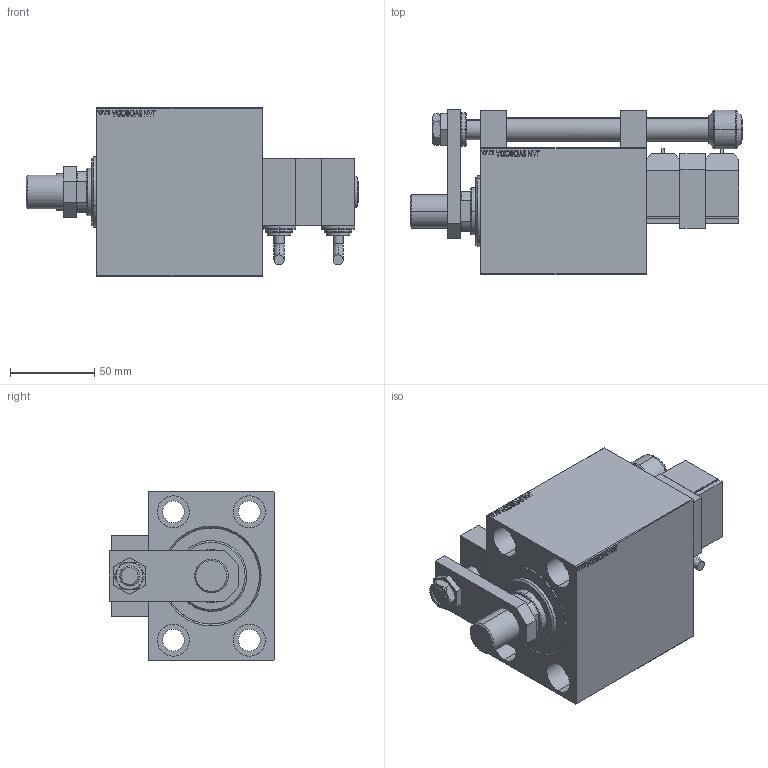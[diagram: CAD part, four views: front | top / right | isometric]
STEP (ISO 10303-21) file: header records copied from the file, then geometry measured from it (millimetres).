
FILE_DESCRIPTION (( 'STEP AP203' ), '1' );
FILE_NAME ('f511.STEP', '2023-07-10T04:12:53', ( '' ), ( '' ), 'SwSTEP 2.0', 'SolidWorks 2019', '' );
FILE_SCHEMA (( 'CONFIG_CONTROL_DESIGN' ));
Length unit declared in the file: millimetre
Products named in the file (14): SWITCH_P_FRONT_BACK 1d2a7e8c9552fe4e1c79a7af4fb6619b; f511; NUT_D16 1d2a7e8c9552fe4e1c79a7af4fb6619b; V450CM_VC_B 1d2a7e8c9552fe4e1c79a7af4fb6619b; MIDDLE 1d2a7e8c9552fe4e1c79a7af4fb6619b; KROUZEK_PRO_TYC 1d2a7e8c9552fe4e1c79a7af4fb6619b; SWITCH P 1d2a7e8c9552fe4e1c79a7af4fb6619b; V450CM_C_VCP 1d2a7e8c9552fe4e1c79a7af4fb6619b; NUT_D19_P 1d2a7e8c9552fe4e1c79a7af4fb6619b; V450CM_C_Body 1d2a7e8c9552fe4e1c79a7af4fb6619b; SWITCH DIM W_B 1d2a7e8c9552fe4e1c79a7af4fb6619b; TYC_P 1d2a7e8c9552fe4e1c79a7af4fb6619b; V450CM_MALE_METRIC 1d2a7e8c9552fe4e1c79a7af4fb6619b; ZARAZKA_P 1d2a7e8c9552fe4e1c79a7af4fb6619b
Assembly tree (15 placements, depth 2):
  f511
    V450CM_C_Body 1d2a7e8c9552fe4e1c79a7af4fb6619b
    V450CM_C_VCP 1d2a7e8c9552fe4e1c79a7af4fb6619b
    V450CM_VC_B 1d2a7e8c9552fe4e1c79a7af4fb6619b
    V450CM_MALE_METRIC 1d2a7e8c9552fe4e1c79a7af4fb6619b
    SWITCH DIM W_B 1d2a7e8c9552fe4e1c79a7af4fb6619b
    SWITCH P 1d2a7e8c9552fe4e1c79a7af4fb6619b  x2
    SWITCH_P_FRONT_BACK 1d2a7e8c9552fe4e1c79a7af4fb6619b  x2
    TYC_P 1d2a7e8c9552fe4e1c79a7af4fb6619b
    ZARAZKA_P 1d2a7e8c9552fe4e1c79a7af4fb6619b
    KROUZEK_PRO_TYC 1d2a7e8c9552fe4e1c79a7af4fb6619b
    MIDDLE 1d2a7e8c9552fe4e1c79a7af4fb6619b
    NUT_D16 1d2a7e8c9552fe4e1c79a7af4fb6619b
    NUT_D19_P 1d2a7e8c9552fe4e1c79a7af4fb6619b
Bounding box: 196.8 x 98 x 100 mm (x, y, z)
Volume: 804153.5 mm3; surface area: 156041.6 mm2
Topology: 15 solids, 15 shells, 1094 faces, 2722 edges, 1788 vertices
Faces by surface type: plane 523, bspline 380, cylinder 116, cone 41, torus 34
Entity records: 49811 total; most frequent: CARTESIAN_POINT 26004, ORIENTED_EDGE 5144, DIRECTION 3407, EDGE_CURVE 2572, VERTEX_POINT 1692, VECTOR 1481, LINE 1481, EDGE_LOOP 1182
